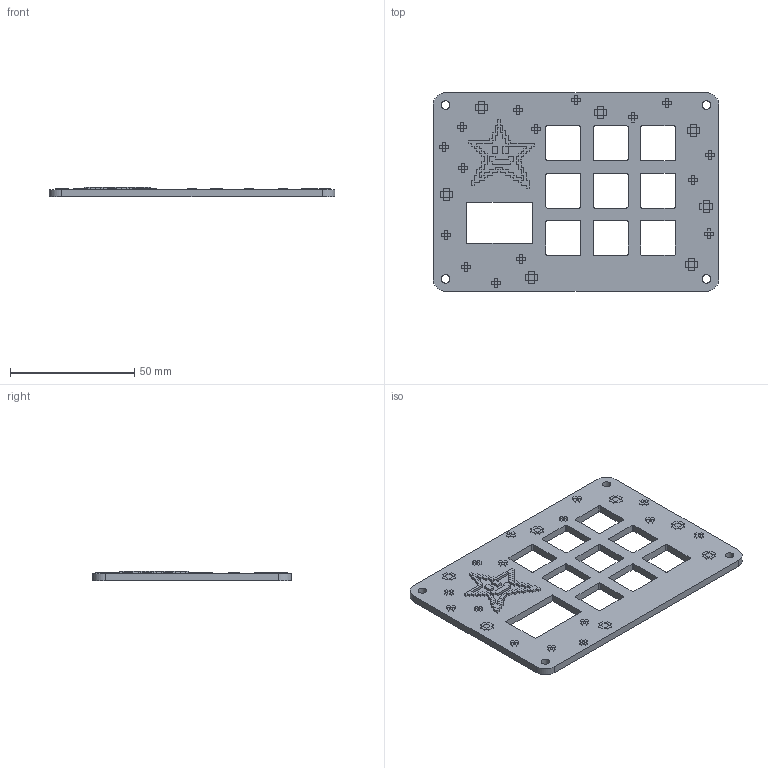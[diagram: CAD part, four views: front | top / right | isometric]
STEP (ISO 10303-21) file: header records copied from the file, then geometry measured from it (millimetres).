
FILE_DESCRIPTION(/* description */ ('','CAx-IF Rec.Pracs.---Representation and Presentation of Product Manufacturing Information (PMI)---4.0---2014-10-13'),/* implementation_level */ '2;1');
FILE_NAME(/* name */ 'top.step',/* time_stamp */ '2025-02-15T10:44:23-07:00',/* author */ (''),/* organization */ (''),/* preprocessor_version */ 'ST-DEVELOPER v20',/* originating_system */ 'Autodesk Translation Framework v13.20.0.188',/* authorisation */ '');
FILE_SCHEMA (('AP242_MANAGED_MODEL_BASED_3D_ENGINEERING_MIM_LF { 1 0 10303 442 1 1 4 }'));
Length unit declared in the file: millimetre
Products named in the file (1): hackpad top
Bounding box: 115 x 80 x 4 mm (x, y, z)
Volume: 21583.1 mm3; surface area: 19236.5 mm2
Topology: 89 solids, 89 shells, 797 faces, 1842 edges, 1226 vertices
Faces by surface type: plane 753, cylinder 44
Full cylindrical faces by diameter (mm): 3.4 x4
Entity records: 22179 total; most frequent: CARTESIAN_POINT 6500, ORIENTED_EDGE 3684, DIRECTION 2648, EDGE_CURVE 1842, VERTEX_POINT 1226, AXIS2_PLACEMENT_3D 886, LINE 876, VECTOR 876
